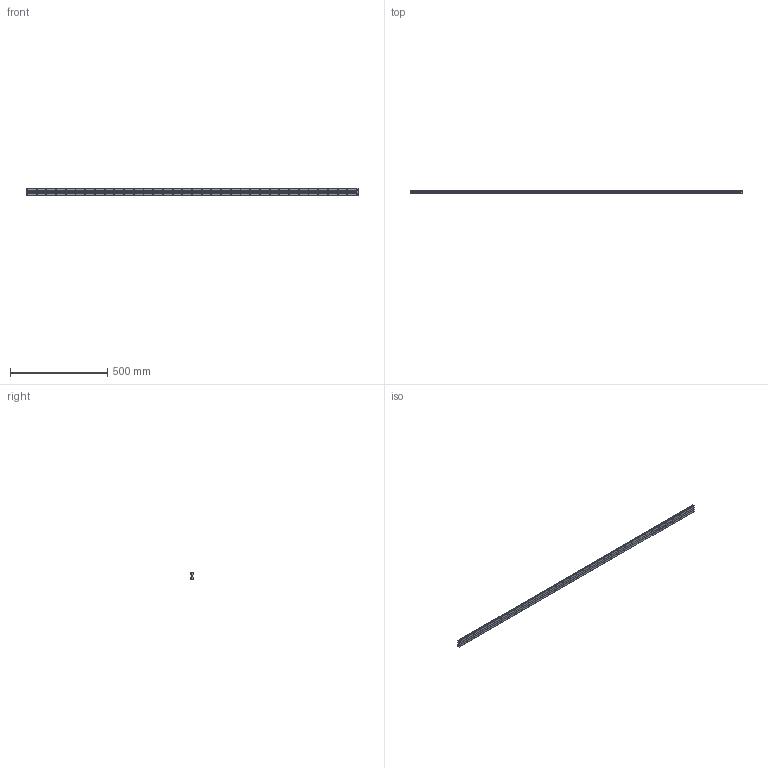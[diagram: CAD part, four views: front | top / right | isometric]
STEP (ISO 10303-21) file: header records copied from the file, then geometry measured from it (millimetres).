
FILE_DESCRIPTION (( 'STEP AP214' ), '1' );
FILE_NAME ('HRW21CA1UU-1710L_G5_0_B-M6F_825-6_0_0_0_1.STEP', '2021-07-02T11:49:42', ( '' ), ( '' ), 'SwSTEP 2.0', 'SolidWorks 2021', '' );
FILE_SCHEMA (( 'AUTOMOTIVE_DESIGN' ));
Length unit declared in the file: millimetre
Products named in the file (2): _HRW21CA17105 Track; HRW21CA1UU-1710L_G5_0_B-M6F_825-6_0_0_0_1
Assembly tree (1 placements, depth 2):
  HRW21CA1UU-1710L_G5_0_B-M6F_825-6_0_0_0_1
    _HRW21CA17105 Track
Bounding box: 1710 x 11 x 37 mm (x, y, z)
Volume: 617003.7 mm3; surface area: 182930 mm2
Topology: 1 solids, 1 shells, 384 faces, 936 edges, 624 vertices
Faces by surface type: cylinder 284, plane 100
Entity records: 11934 total; most frequent: DIRECTION 2280, CARTESIAN_POINT 1948, ORIENTED_EDGE 1872, AXIS2_PLACEMENT_3D 956, EDGE_CURVE 936, VERTEX_POINT 624, EDGE_LOOP 594, CIRCLE 568
